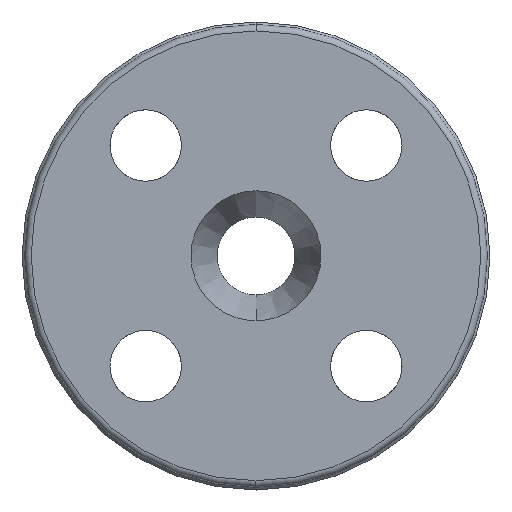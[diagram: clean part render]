
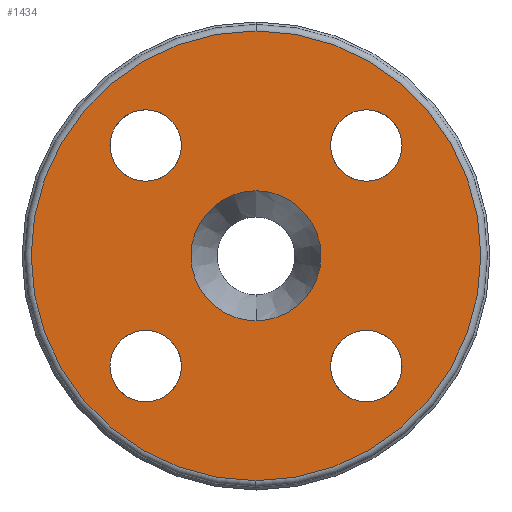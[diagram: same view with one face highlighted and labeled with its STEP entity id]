
A CAD part, top view. The second image highlights one B-rep face of the part: STEP entity #1434.
In plain terms, the highlighted planar face has unit normal (0, 0, 1).
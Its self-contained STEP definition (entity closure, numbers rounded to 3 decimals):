
#115=CARTESIAN_POINT('',(0.,0.,0.));
#116=DIRECTION('',(0.,0.,1.));
#117=DIRECTION('',(0.,1.,0.));
#118=AXIS2_PLACEMENT_3D('',#115,#116,#117);
#120=CARTESIAN_POINT('',(0.,0.,0.));
#121=DIRECTION('',(0.,0.,1.));
#122=DIRECTION('',(0.,-1.,0.));
#123=AXIS2_PLACEMENT_3D('',#120,#121,#122);
#125=CARTESIAN_POINT('',(0.,0.,0.));
#126=DIRECTION('',(0.,0.,-1.));
#127=DIRECTION('',(0.,1.,0.));
#128=AXIS2_PLACEMENT_3D('',#125,#126,#127);
#130=CARTESIAN_POINT('',(0.,0.,0.));
#131=DIRECTION('',(0.,0.,-1.));
#132=DIRECTION('',(0.,-1.,0.));
#133=AXIS2_PLACEMENT_3D('',#130,#131,#132);
#135=CARTESIAN_POINT('',(8.485,8.485,0.));
#136=DIRECTION('',(0.,0.,-1.));
#137=DIRECTION('',(1.,0.,0.));
#138=AXIS2_PLACEMENT_3D('',#135,#136,#137);
#140=CARTESIAN_POINT('',(8.485,8.485,0.));
#141=DIRECTION('',(0.,0.,-1.));
#142=DIRECTION('',(-1.,0.,0.));
#143=AXIS2_PLACEMENT_3D('',#140,#141,#142);
#145=CARTESIAN_POINT('',(8.485,-8.485,0.));
#146=DIRECTION('',(0.,0.,-1.));
#147=DIRECTION('',(0.,-1.,0.));
#148=AXIS2_PLACEMENT_3D('',#145,#146,#147);
#150=CARTESIAN_POINT('',(8.485,-8.485,0.));
#151=DIRECTION('',(0.,0.,-1.));
#152=DIRECTION('',(0.,1.,0.));
#153=AXIS2_PLACEMENT_3D('',#150,#151,#152);
#155=CARTESIAN_POINT('',(-8.485,-8.485,0.));
#156=DIRECTION('',(0.,0.,-1.));
#157=DIRECTION('',(-1.,0.,0.));
#158=AXIS2_PLACEMENT_3D('',#155,#156,#157);
#160=CARTESIAN_POINT('',(-8.485,-8.485,0.));
#161=DIRECTION('',(0.,0.,-1.));
#162=DIRECTION('',(1.,0.,0.));
#163=AXIS2_PLACEMENT_3D('',#160,#161,#162);
#165=CARTESIAN_POINT('',(-8.485,8.485,0.));
#166=DIRECTION('',(0.,0.,-1.));
#167=DIRECTION('',(0.,1.,0.));
#168=AXIS2_PLACEMENT_3D('',#165,#166,#167);
#170=CARTESIAN_POINT('',(-8.485,8.485,0.));
#171=DIRECTION('',(0.,0.,-1.));
#172=DIRECTION('',(0.,-1.,0.));
#173=AXIS2_PLACEMENT_3D('',#170,#171,#172);
#1082=CARTESIAN_POINT('',(0.,5.,0.));
#1083=CARTESIAN_POINT('',(0.,-5.,0.));
#1084=VERTEX_POINT('',#1082);
#1085=VERTEX_POINT('',#1083);
#1086=CARTESIAN_POINT('',(11.235,8.485,0.));
#1087=CARTESIAN_POINT('',(5.735,8.485,0.));
#1088=VERTEX_POINT('',#1086);
#1089=VERTEX_POINT('',#1087);
#1092=CARTESIAN_POINT('',(8.485,-11.235,0.));
#1093=CARTESIAN_POINT('',(8.485,-5.735,0.));
#1094=VERTEX_POINT('',#1092);
#1095=VERTEX_POINT('',#1093);
#1098=CARTESIAN_POINT('',(-11.235,-8.485,0.));
#1099=CARTESIAN_POINT('',(-5.735,-8.485,0.));
#1100=VERTEX_POINT('',#1098);
#1101=VERTEX_POINT('',#1099);
#1104=CARTESIAN_POINT('',(-8.485,11.235,0.));
#1105=CARTESIAN_POINT('',(-8.485,5.735,0.));
#1106=VERTEX_POINT('',#1104);
#1107=VERTEX_POINT('',#1105);
#1110=CARTESIAN_POINT('',(0.,17.3,0.));
#1111=CARTESIAN_POINT('',(0.,-17.3,0.));
#1112=VERTEX_POINT('',#1110);
#1113=VERTEX_POINT('',#1111);
#1394=CARTESIAN_POINT('',(0.,0.,0.));
#1395=DIRECTION('',(0.,0.,-1.));
#1396=DIRECTION('',(0.,-1.,0.));
#1397=AXIS2_PLACEMENT_3D('',#1394,#1395,#1396);
#1398=PLANE('',#1397);
#1400=ORIENTED_EDGE('',*,*,#1399,.F.);
#1402=ORIENTED_EDGE('',*,*,#1401,.F.);
#1403=EDGE_LOOP('',(#1400,#1402));
#1404=FACE_OUTER_BOUND('',#1403,.F.);
#1405=ORIENTED_EDGE('',*,*,#1384,.F.);
#1407=ORIENTED_EDGE('',*,*,#1406,.F.);
#1408=EDGE_LOOP('',(#1405,#1407));
#1409=FACE_BOUND('',#1408,.F.);
#1411=ORIENTED_EDGE('',*,*,#1410,.F.);
#1413=ORIENTED_EDGE('',*,*,#1412,.F.);
#1414=EDGE_LOOP('',(#1411,#1413));
#1415=FACE_BOUND('',#1414,.F.);
#1417=ORIENTED_EDGE('',*,*,#1416,.F.);
#1419=ORIENTED_EDGE('',*,*,#1418,.F.);
#1420=EDGE_LOOP('',(#1417,#1419));
#1421=FACE_BOUND('',#1420,.F.);
#1423=ORIENTED_EDGE('',*,*,#1422,.F.);
#1425=ORIENTED_EDGE('',*,*,#1424,.F.);
#1426=EDGE_LOOP('',(#1423,#1425));
#1427=FACE_BOUND('',#1426,.F.);
#1429=ORIENTED_EDGE('',*,*,#1428,.F.);
#1431=ORIENTED_EDGE('',*,*,#1430,.F.);
#1432=EDGE_LOOP('',(#1429,#1431));
#1433=FACE_BOUND('',#1432,.F.);
#119=CIRCLE('',#118,17.3);
#124=CIRCLE('',#123,17.3);
#129=CIRCLE('',#128,5.);
#134=CIRCLE('',#133,5.);
#139=CIRCLE('',#138,2.75);
#144=CIRCLE('',#143,2.75);
#149=CIRCLE('',#148,2.75);
#154=CIRCLE('',#153,2.75);
#159=CIRCLE('',#158,2.75);
#164=CIRCLE('',#163,2.75);
#169=CIRCLE('',#168,2.75);
#174=CIRCLE('',#173,2.75);
#1384=EDGE_CURVE('',#1084,#1085,#129,.T.);
#1399=EDGE_CURVE('',#1112,#1113,#119,.T.);
#1401=EDGE_CURVE('',#1113,#1112,#124,.T.);
#1406=EDGE_CURVE('',#1085,#1084,#134,.T.);
#1410=EDGE_CURVE('',#1088,#1089,#139,.T.);
#1412=EDGE_CURVE('',#1089,#1088,#144,.T.);
#1416=EDGE_CURVE('',#1094,#1095,#149,.T.);
#1418=EDGE_CURVE('',#1095,#1094,#154,.T.);
#1422=EDGE_CURVE('',#1100,#1101,#159,.T.);
#1424=EDGE_CURVE('',#1101,#1100,#164,.T.);
#1428=EDGE_CURVE('',#1106,#1107,#169,.T.);
#1430=EDGE_CURVE('',#1107,#1106,#174,.T.);
#1434=ADVANCED_FACE('',(#1404,#1409,#1415,#1421,#1427,#1433),#1398,.F.);
